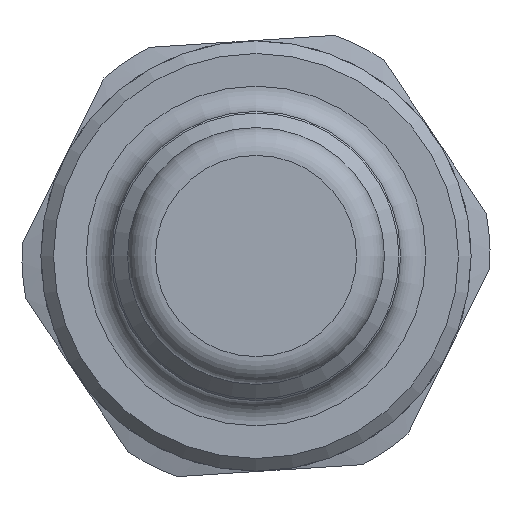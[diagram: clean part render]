
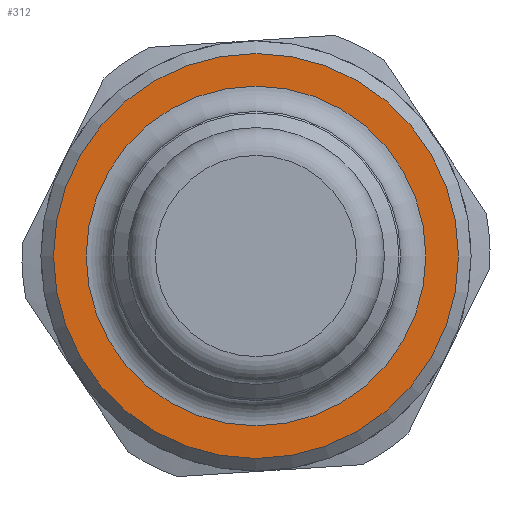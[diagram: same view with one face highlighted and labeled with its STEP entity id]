
A CAD part, left-side view. The second image highlights one B-rep face of the part: STEP entity #312.
In plain terms, the highlighted planar face has unit normal (-1, 0, 0).
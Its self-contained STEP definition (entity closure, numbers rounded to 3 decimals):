
#253=CARTESIAN_POINT('',(32.1,13.425,0.));
#254=VERTEX_POINT('',#253);
#255=CARTESIAN_POINT('',(32.1,0.0,0.0));
#256=DIRECTION('',(-1.0,0.0,0.0));
#257=DIRECTION('',(0.0,-1.0,0.0));
#258=AXIS2_PLACEMENT_3D('',#255,#256,#257);
#259=CIRCLE('',#258,13.425);
#260=EDGE_CURVE('',#254,#254,#259,.T.);
#293=CARTESIAN_POINT('',(32.1,14.213,0.0));
#294=DIRECTION('',(-1.0,0.0,0.0));
#295=DIRECTION('',(0.0,0.0,1.0));
#296=AXIS2_PLACEMENT_3D('',#293,#294,#295);
#297=PLANE('',#296);
#298=CARTESIAN_POINT('',(32.1,16.0,0.));
#299=VERTEX_POINT('',#298);
#300=CARTESIAN_POINT('',(32.1,0.0,0.0));
#301=DIRECTION('',(1.0,0.0,0.0));
#302=DIRECTION('',(0.0,-1.0,0.0));
#303=AXIS2_PLACEMENT_3D('',#300,#301,#302);
#304=CIRCLE('',#303,16.0);
#305=EDGE_CURVE('',#299,#299,#304,.T.);
#306=ORIENTED_EDGE('',*,*,#305,.F.);
#307=EDGE_LOOP('',(#306));
#308=FACE_OUTER_BOUND('',#307,.T.);
#309=ORIENTED_EDGE('',*,*,#260,.F.);
#310=EDGE_LOOP('',(#309));
#311=FACE_BOUND('',#310,.T.);
#312=ADVANCED_FACE('',(#308,#311),#297,.T.);
